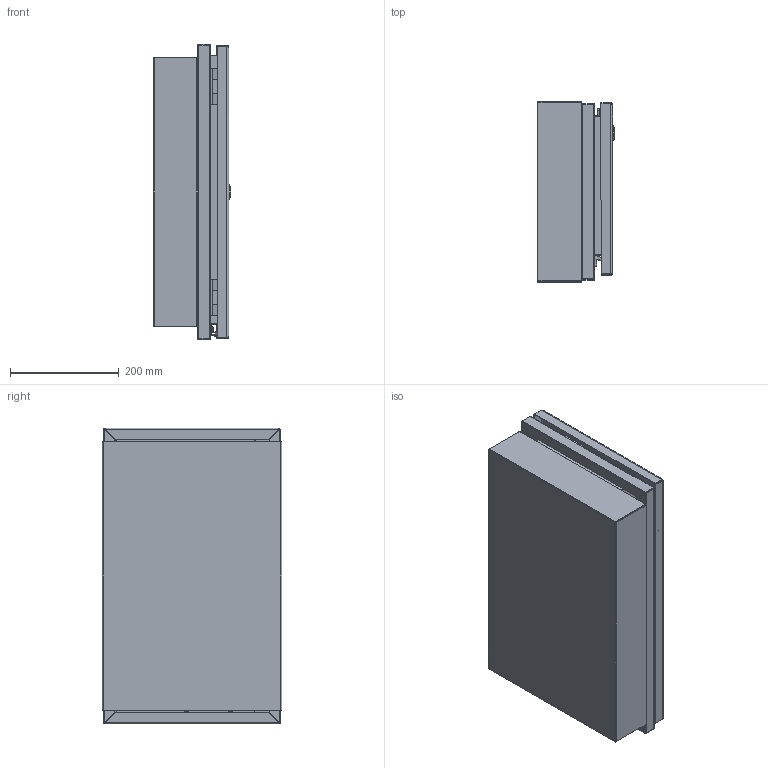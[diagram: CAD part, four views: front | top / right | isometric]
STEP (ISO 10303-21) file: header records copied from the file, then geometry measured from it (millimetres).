
FILE_DESCRIPTION (( 'STEP AP214' ), '1' );
FILE_NAME ('CSTK70 - FULLY CLOSED.STEP', '2021-10-14T18:33:22', ( '' ), ( '' ), 'SwSTEP 2.0', 'SolidWorks 2021', '' );
FILE_SCHEMA (( 'AUTOMOTIVE_DESIGN' ));
Length unit declared in the file: inch
Products named in the file (1): CSTK70 - FULLY CLOSED
Bounding box: 142.47 x 330 x 542 mm (x, y, z)
Volume: 1573240.2 mm3; surface area: 2028154.8 mm2
Topology: 42 solids, 42 shells, 1400 faces, 3376 edges, 2092 vertices
Faces by surface type: plane 656, cylinder 504, cone 153, bspline 71, torus 12, sphere 4
Entity records: 68070 total; most frequent: CARTESIAN_POINT 16704, ORIENTED_EDGE 6752, DIRECTION 6749, EDGE_CURVE 3376, AXIS2_PLACEMENT_3D 2457, VERTEX_POINT 2092, LINE 1835, VECTOR 1835
